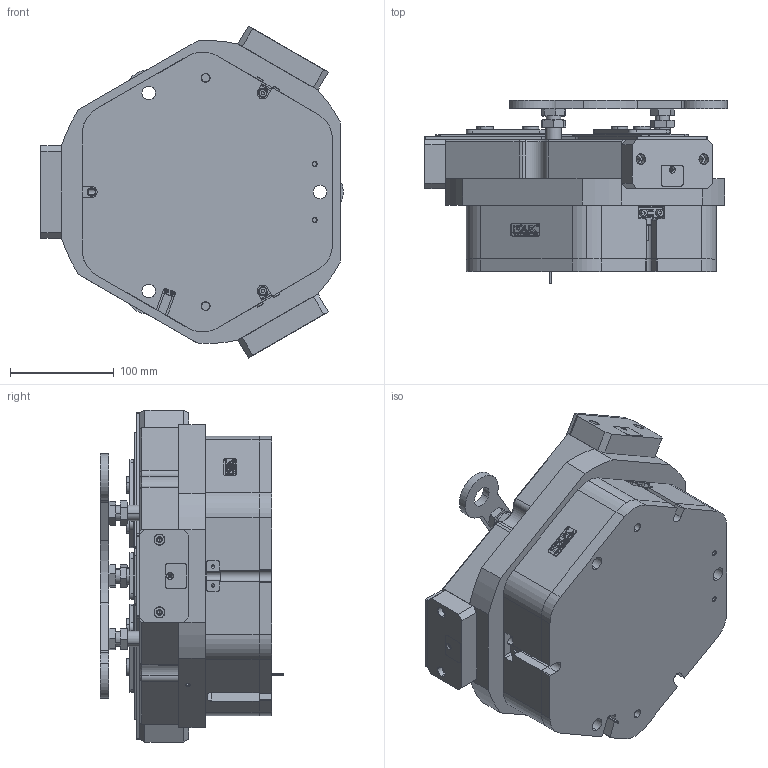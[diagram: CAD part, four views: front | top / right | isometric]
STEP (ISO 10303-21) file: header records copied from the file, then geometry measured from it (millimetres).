
FILE_DESCRIPTION (( 'STEP AP203' ), '1' );
FILE_NAME ('FZ185-292-S-C45-P.STEP', '2025-03-31T07:01:44', ( 'USER-' ), ( 'Microsoft' ), 'SwSTEP 2.0', 'SolidWorks 2018', '' );
FILE_SCHEMA (( 'CONFIG_CONTROL_DESIGN' ));
Length unit declared in the file: millimetre
Products named in the file (22): TZT185-292-M-14 忒硌薊啣; 芢啣; TZT185-292-S-02 賑輸; 电容传感器8x30接近开关; TZT185-292-M-06 笢猾啣; 32x12-R2; ﾏ擎ﾗ16｡ﾁ12｡ﾁ8; TZT185-292-M-20 囀笢猾啣; TR300-15-1晚假蚾輸; 0-TZT185-292-P; FZ185-292-S-C45-P; 20241226-M4 M4換覜ん揤輸.step; 内六角圆柱头螺钉[GBT70_1-2008][M4×8]_M4×8; TZT185-292-M-12 耜猾极; 棠羲換覜ん; TZT185-292-M-11 奻葡裔啣; TZT185-292-M-01 褲极; TZT185-292-M-15 耜猾苤裔; TZT185-292-M-13 痄雄結啣; 六角薄螺母_A级和B级[GBT6172_1-2000][M14]_M14; TZT185-292-M-07 芢裝; TZT185-292-M-05 菁裔啣
Assembly tree (59 placements, depth 3):
  FZ185-292-S-C45-P
    TZT185-292-M-01 褲极
    TZT185-292-S-02 賑輸  x3
    TR300-15-1晚假蚾輸  x3
    TZT185-292-M-06 笢猾啣
    TZT185-292-M-05 菁裔啣
    20241226-M4 M4換覜ん揤輸.step  x2
    TZT185-292-M-20 囀笢猾啣  x3
    内六角圆柱头螺钉[GBT70_1-2008][M4×8]_M4×8  x4
    电容传感器8x30接近开关  x2
    32x12-R2
    棠羲換覜ん  x2
    ﾏ擎ﾗ16｡ﾁ12｡ﾁ8  x12
    0-TZT185-292-P
      TZT185-292-M-12 耜猾极  x3
      TZT185-292-M-15 耜猾苤裔  x3
      TZT185-292-M-11 奻葡裔啣
      TZT185-292-M-13 痄雄結啣  x3
      TZT185-292-M-14 忒硌薊啣  x3
    TZT185-292-M-07 芢裝  x3
    芢啣
    六角薄螺母_A级和B级[GBT6172_1-2000][M14]_M14  x6
Bounding box: 291.5 x 176.69 x 319.9 mm (x, y, z)
Volume: 6829430.7 mm3; surface area: 761802.1 mm2
Topology: 58 solids, 64 shells, 3208 faces, 8302 edges, 5310 vertices
Faces by surface type: plane 1435, cylinder 859, cone 521, bspline 377, torus 16
Entity records: 71963 total; most frequent: CARTESIAN_POINT 21360, ORIENTED_EDGE 10136, DIRECTION 9206, EDGE_CURVE 5068, VERTEX_POINT 3290, LINE 3210, VECTOR 3210, AXIS2_PLACEMENT_3D 2998
